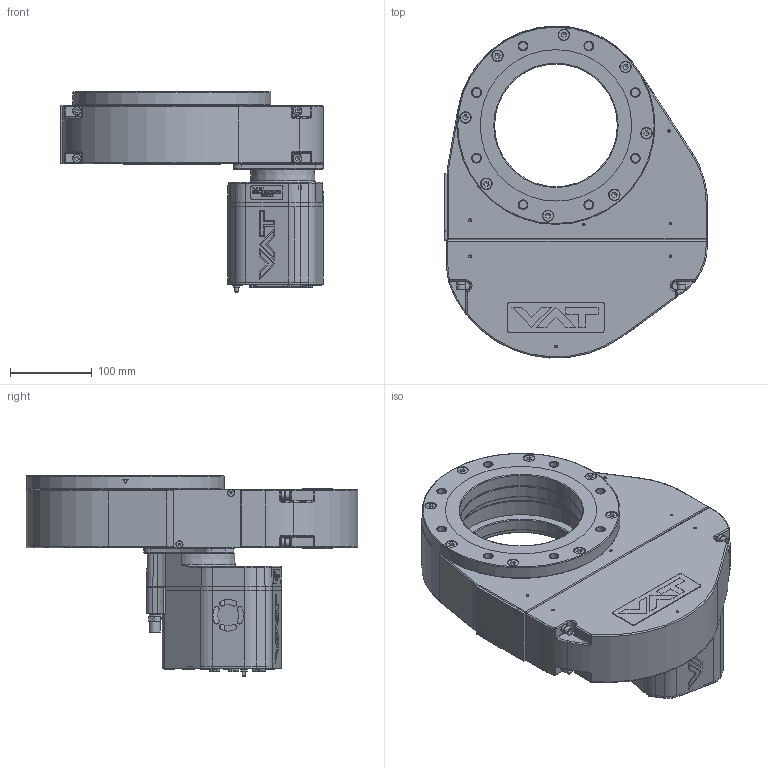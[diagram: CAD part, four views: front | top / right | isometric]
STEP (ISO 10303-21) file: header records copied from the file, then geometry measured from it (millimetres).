
FILE_DESCRIPTION(/* description */ (''),/* implementation_level */ '2;1');
FILE_NAME(/* name */ '1092234432_203.stp',/* time_stamp */ '2024-06-27T17:04:40+08:00',/* author */ (''),/* organization */ (''),/* preprocessor_version */ 'ST-DEVELOPER v19.3',/* originating_system */ 'SIEMENS PLM Software NX2212.6000',/* authorisation */ '');
FILE_SCHEMA (('AP203_CONFIGURATION_CONTROLLED_3D_DESIGN_OF_MECHANICAL_PARTS_AND_ASSEMBLIES_MIM_LF { 1 0 10303 403 2 1 2}'));
Products named in the file (53): 915542; 1062830; 1062211_38073ID; 1062217; n-6053-409.2; n-6171-408.1; 507510; 930887; 1062837; 1062205; 223868.1; 1062209; 1062215; 915758; 1062236_37832ID; 325243.3; 1060585; 1054062; n-6091-494.1; n-6005-441.1; 938726; N-7636-200.2; n-6090-308.1; n-6090-114; 259932_3.2; 259932_2.3; 259932_1.3; 259932_4.2; 904475; 1062241; 1062232; 736900; 877855; 207156.1; 206036.2; 965754; 444307; 997269; 958026; 366217 ...
Assembly tree (105 placements, depth 5):
  1297237
    228777  x8
    949709_NX-ARRAGMNTopen
      877855
      736900  x4
      1062237
        1062236_37832ID
      1062232
      1062241
      904475
    930837
    366217
    259932.6_NX-ARRAGMNTZUSAMMENST1
      259932_4.2
      259932_1.3
      259932_2.3
      259932_3.2
    958026  x2
    1054061
      n-6090-114  x8
      n-6090-308.1  x4
      N-7636-200.2
      938726  x2
      n-6005-441.1  x2
      n-6091-494.1  x2
      1054062
    1060591
      1060585
      n-6090-114  x8
    997269
    444307  x2
    965754
    930908
      325243.3  x4
      1062219
        915758
        1062215
      917030
        1062209
        1062214_MODEL
          1062211_38073ID
        325243.3  x4
        223868.1  x2
        1062205
        1062829
          1062830
          915542
        1062837
        930887  x6
        507510
        n-6171-408.1
        n-6053-409.2
        1062217
        1062215
    206036.2  x4
    207156.1  x4
Bounding box: 321 x 405.54 x 244.9 mm (x, y, z)
Volume: 6530038.6 mm3; surface area: 786899.8 mm2
Topology: 165 solids, 165 shells, 2885 faces, 6984 edges, 4641 vertices
Faces by surface type: plane 1590, cylinder 848, cone 182, extrusion 97, torus 95, bspline 48, sphere 25
Full cylindrical faces by diameter (mm): 0.7 x15, 1.1 x40, 2 x74, 2.5 x7, 2.9 x6, 3 x9, 3.2 x9, 3.25 x1, 3.26 x4, 3.3 x28, 3.5 x22, 3.96 x2, 4 x11, 4.02 x2, 4.05 x1, 4.16 x2, 4.2 x6, 4.3 x3, 4.4 x2, 4.5 x5, 4.725 x1, 4.8 x4, 4.96 x12, 4.991 x2, 5 x28, 5.075 x1, 5.1 x1, 5.165 x2, 5.9 x1, 5.991 x2
Entity records: 75214 total; most frequent: CARTESIAN_POINT 15899, DIRECTION 10279, ORIENTED_EDGE 9944, EDGE_CURVE 4972, AXIS2_PLACEMENT_3D 3790, VERTEX_POINT 3709, EDGE_LOOP 3405, VECTOR 2699
